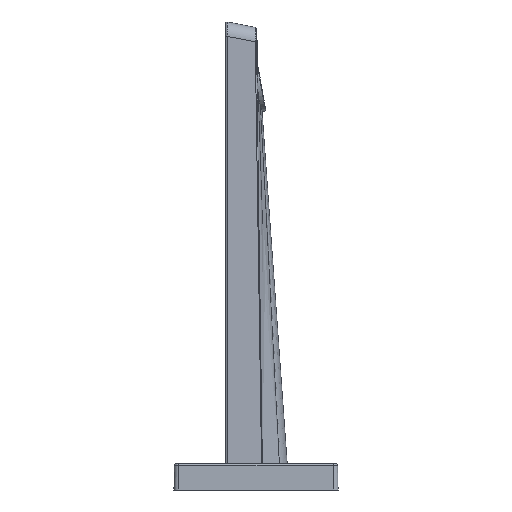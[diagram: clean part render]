
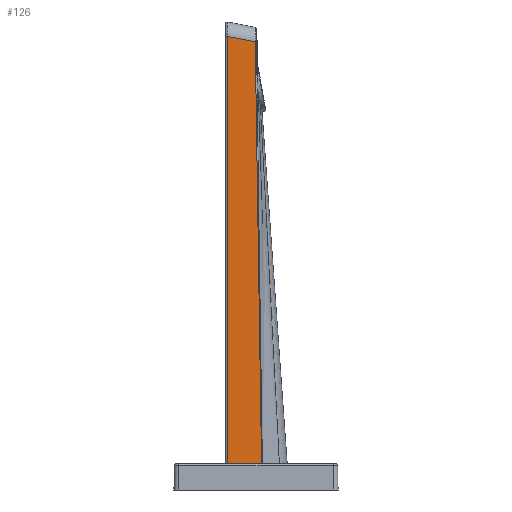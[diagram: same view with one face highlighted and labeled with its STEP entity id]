
A CAD part, left-side view. The second image highlights one B-rep face of the part: STEP entity #126.
In plain terms, the highlighted planar face has unit normal (-1, 0, 0.004).
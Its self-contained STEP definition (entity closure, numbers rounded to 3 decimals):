
#36 = CARTESIAN_POINT ( 'NONE',  ( -54.773, 36.844, 140.534 ) ) ;
#112 = PLANE ( 'NONE',  #1598 ) ;
#126 = ADVANCED_FACE ( 'NONE', ( #667 ), #112, .F. ) ;
#174 = CARTESIAN_POINT ( 'NONE',  ( -54.534, 37.856, 204.8 ) ) ;
#206 = VERTEX_POINT ( 'NONE', #589 ) ;
#269 = CARTESIAN_POINT ( 'NONE',  ( -55.249, 34.964, 12. ) ) ;
#276 = B_SPLINE_CURVE_WITH_KNOTS ( 'NONE', 3,
 ( #986, #36, #458, #617 ),
 .UNSPECIFIED., .F., .F.,
 ( 4, 4 ),
 ( 0., 1. ),
 .UNSPECIFIED. ) ;
#403 = DIRECTION ( 'NONE',  ( -0.004, 0., -1. ) ) ;
#458 = CARTESIAN_POINT ( 'NONE',  ( -55.011, 35.89, 76.267 ) ) ;
#589 = CARTESIAN_POINT ( 'NONE',  ( -55.254, 50.745, 12. ) ) ;
#597 = CARTESIAN_POINT ( 'NONE',  ( -54.529, 50.745, 207.305 ) ) ;
#598 = DIRECTION ( 'NONE',  ( 0., -0.982, -0.191 ) ) ;
#617 = CARTESIAN_POINT ( 'NONE',  ( -55.249, 34.964, 12. ) ) ;
#667 = FACE_OUTER_BOUND ( 'NONE', #1625, .T. ) ;
#738 = LINE ( 'NONE', #1153, #2195 ) ;
#776 = EDGE_CURVE ( 'NONE', #1599, #206, #2285, .T. ) ;
#880 = CARTESIAN_POINT ( 'NONE',  ( -54.879, 51.245, 113. ) ) ;
#894 = ORIENTED_EDGE ( 'NONE', *, *, #2004, .F. ) ;
#986 = CARTESIAN_POINT ( 'NONE',  ( -54.534, 37.856, 204.8 ) ) ;
#996 = CARTESIAN_POINT ( 'NONE',  ( -55.251, 41.068, 12. ) ) ;
#1153 = CARTESIAN_POINT ( 'NONE',  ( -54.536, 33.563, 203.965 ) ) ;
#1223 = VERTEX_POINT ( 'NONE', #597 ) ;
#1382 = EDGE_CURVE ( 'NONE', #1913, #1599, #276, .T. ) ;
#1383 = LINE ( 'NONE', #2264, #2213 ) ;
#1499 = EDGE_CURVE ( 'NONE', #1223, #1913, #738, .T. ) ;
#1598 = AXIS2_PLACEMENT_3D ( 'NONE', #880, #2415, #403 ) ;
#1599 = VERTEX_POINT ( 'NONE', #269 ) ;
#1625 = EDGE_LOOP ( 'NONE', ( #1786, #1998, #894, #1852 ) ) ;
#1776 = DIRECTION ( 'NONE',  ( 0., 1., 0. ) ) ;
#1786 = ORIENTED_EDGE ( 'NONE', *, *, #1382, .F. ) ;
#1852 = ORIENTED_EDGE ( 'NONE', *, *, #776, .F. ) ;
#1898 = VECTOR ( 'NONE', #1776, 1000. ) ;
#1913 = VERTEX_POINT ( 'NONE', #174 ) ;
#1998 = ORIENTED_EDGE ( 'NONE', *, *, #1499, .F. ) ;
#2004 = EDGE_CURVE ( 'NONE', #206, #1223, #1383, .T. ) ;
#2195 = VECTOR ( 'NONE', #598, 1000. ) ;
#2213 = VECTOR ( 'NONE', #2479, 1000. ) ;
#2264 = CARTESIAN_POINT ( 'NONE',  ( -54.879, 50.745, 113. ) ) ;
#2285 = LINE ( 'NONE', #996, #1898 ) ;
#2415 = DIRECTION ( 'NONE',  ( 1., 0., -0.004 ) ) ;
#2479 = DIRECTION ( 'NONE',  ( 0.004, 0., 1. ) ) ;
